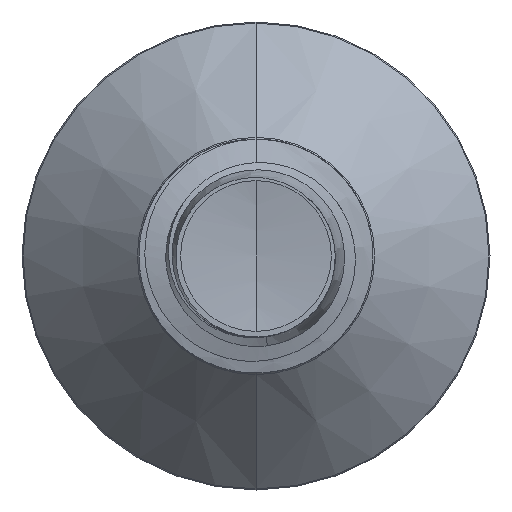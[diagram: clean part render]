
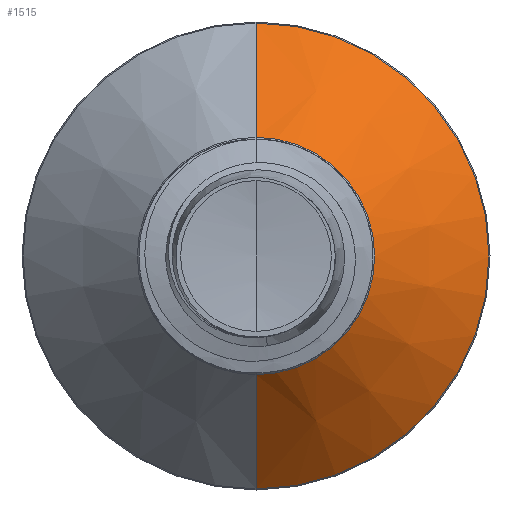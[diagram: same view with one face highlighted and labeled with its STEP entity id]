
A CAD part, front view. The second image highlights one B-rep face of the part: STEP entity #1515.
In plain terms, the highlighted conical face has half-angle 45 degrees and reference radius 1.522 mm.
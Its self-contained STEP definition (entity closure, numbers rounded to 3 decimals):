
#30 = FACE_OUTER_BOUND ( 'NONE', #2351, .T. ) ;
#485 = CARTESIAN_POINT ( 'NONE',  ( 0., 9.437, 2.987 ) ) ;
#870 = CARTESIAN_POINT ( 'NONE',  ( 0., 9.437, -2.987 ) ) ;
#1009 = VERTEX_POINT ( 'NONE', #870 ) ;
#1371 = VERTEX_POINT ( 'NONE', #12647 ) ;
#1515 = ADVANCED_FACE ( 'NONE', ( #30 ), #2213, .T. ) ;
#1918 = LINE ( 'NONE', #5566, #19213 ) ;
#2099 = DIRECTION ( 'NONE',  ( 0., 1., 0. ) ) ;
#2213 = CONICAL_SURFACE ( 'NONE', #5669, 1.522, 0.785 ) ;
#2351 = EDGE_LOOP ( 'NONE', ( #5853, #14348, #4244, #4110 ) ) ;
#4110 = ORIENTED_EDGE ( 'NONE', *, *, #18221, .F. ) ;
#4244 = ORIENTED_EDGE ( 'NONE', *, *, #16642, .F. ) ;
#5566 = CARTESIAN_POINT ( 'NONE',  ( 0., 7.972, -1.522 ) ) ;
#5669 = AXIS2_PLACEMENT_3D ( 'NONE', #9412, #17753, #17548 ) ;
#5853 = ORIENTED_EDGE ( 'NONE', *, *, #7543, .T. ) ;
#6201 = DIRECTION ( 'NONE',  ( 0., 1., 0. ) ) ;
#7543 = EDGE_CURVE ( 'NONE', #21038, #1371, #19209, .T. ) ;
#9412 = CARTESIAN_POINT ( 'NONE',  ( 0., 7.972, 0. ) ) ;
#9875 = CIRCLE ( 'NONE', #12126, 2.987 ) ;
#10116 = VECTOR ( 'NONE', #20835, 1000. ) ;
#11155 = LINE ( 'NONE', #19236, #10116 ) ;
#11924 = CARTESIAN_POINT ( 'NONE',  ( 0., 9.437, 0. ) ) ;
#12126 = AXIS2_PLACEMENT_3D ( 'NONE', #11924, #2099, #13576 ) ;
#12647 = CARTESIAN_POINT ( 'NONE',  ( 0., 7.972, -1.522 ) ) ;
#13576 = DIRECTION ( 'NONE',  ( 0., 0., 1. ) ) ;
#13612 = AXIS2_PLACEMENT_3D ( 'NONE', #15932, #6201, #17526 ) ;
#14116 = EDGE_CURVE ( 'NONE', #1371, #1009, #1918, .T. ) ;
#14348 = ORIENTED_EDGE ( 'NONE', *, *, #14116, .T. ) ;
#15932 = CARTESIAN_POINT ( 'NONE',  ( 0., 7.972, 0. ) ) ;
#16511 = CARTESIAN_POINT ( 'NONE',  ( 0., 7.972, 1.522 ) ) ;
#16642 = EDGE_CURVE ( 'NONE', #19536, #1009, #9875, .T. ) ;
#17526 = DIRECTION ( 'NONE',  ( 0., 0., 1. ) ) ;
#17548 = DIRECTION ( 'NONE',  ( 0., 0., 1. ) ) ;
#17753 = DIRECTION ( 'NONE',  ( 0., 1., 0. ) ) ;
#18221 = EDGE_CURVE ( 'NONE', #21038, #19536, #11155, .T. ) ;
#19209 = CIRCLE ( 'NONE', #13612, 1.522 ) ;
#19213 = VECTOR ( 'NONE', #20107, 1000. ) ;
#19236 = CARTESIAN_POINT ( 'NONE',  ( 0., 7.972, 1.522 ) ) ;
#19536 = VERTEX_POINT ( 'NONE', #485 ) ;
#20107 = DIRECTION ( 'NONE',  ( 0., 0.707, -0.707 ) ) ;
#20835 = DIRECTION ( 'NONE',  ( 0., 0.707, 0.707 ) ) ;
#21038 = VERTEX_POINT ( 'NONE', #16511 ) ;
